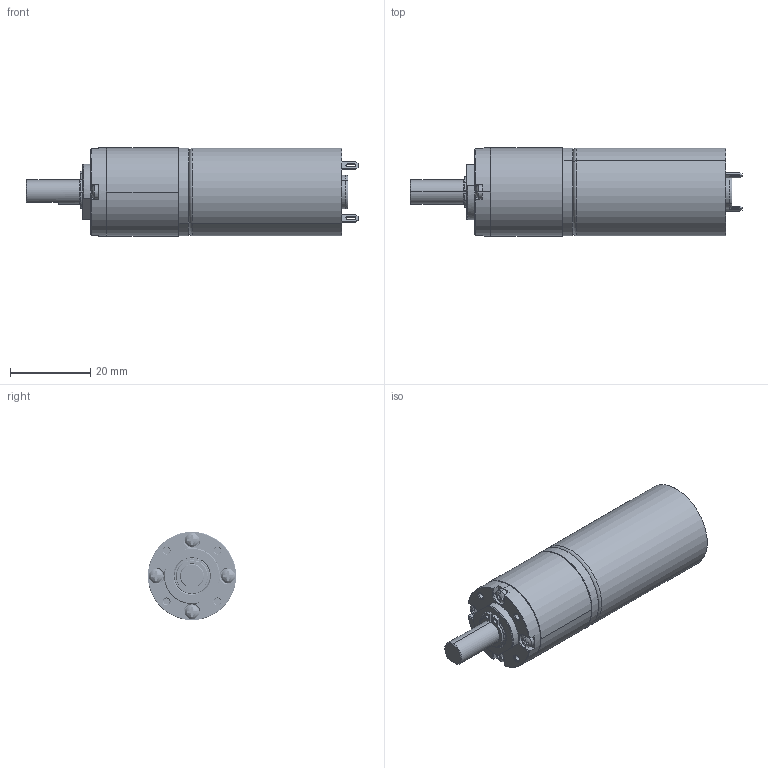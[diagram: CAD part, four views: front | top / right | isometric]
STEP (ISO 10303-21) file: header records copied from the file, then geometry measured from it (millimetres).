
FILE_DESCRIPTION((''),'2;1');
FILE_NAME('22RP-NEW-000-1_ASM','2024-07-13T',('86157'),(''),'PRO/ENGINEER BY PARAMETRIC TECHNOLOGY CORPORATION, 2010280','PRO/ENGINEER BY PARAMETRIC TECHNOLOGY CORPORATION, 2010280','');
FILE_SCHEMA(('CONFIG_CONTROL_DESIGN'));
Length unit declared in the file: millimetre
Products named in the file (10): DM022P410003-NEW; DM022P510002; ZHOU-001; Z45; DM022P350003; DM024P530001; DM022P430001-NEW; MOTOR-2238; 22RP-NEW-000-2_ASM; 22RP-NEW-000-1_ASM
Assembly tree (12 placements, depth 3):
  22RP-NEW-000-1_ASM
    DM022P410003-NEW
    DM022P510002
    ZHOU-001
    Z45
    DM022P350003  x4
    DM024P530001
    22RP-NEW-000-2_ASM
      DM022P430001-NEW
      MOTOR-2238
Bounding box: 82.9 x 22 x 22 mm (x, y, z)
Volume: 22198 mm3; surface area: 11810.5 mm2
Topology: 11 solids, 21 shells, 596 faces, 1494 edges, 944 vertices
Faces by surface type: cylinder 213, cone 143, plane 130, extrusion 90, torus 10, sphere 8, bspline 2
Entity records: 24397 total; most frequent: CARTESIAN_POINT 11145, DIRECTION 2780, ORIENTED_EDGE 2628, EDGE_CURVE 1334, AXIS2_PLACEMENT_3D 1054, VERTEX_POINT 842, VECTOR 672, EDGE_LOOP 612
